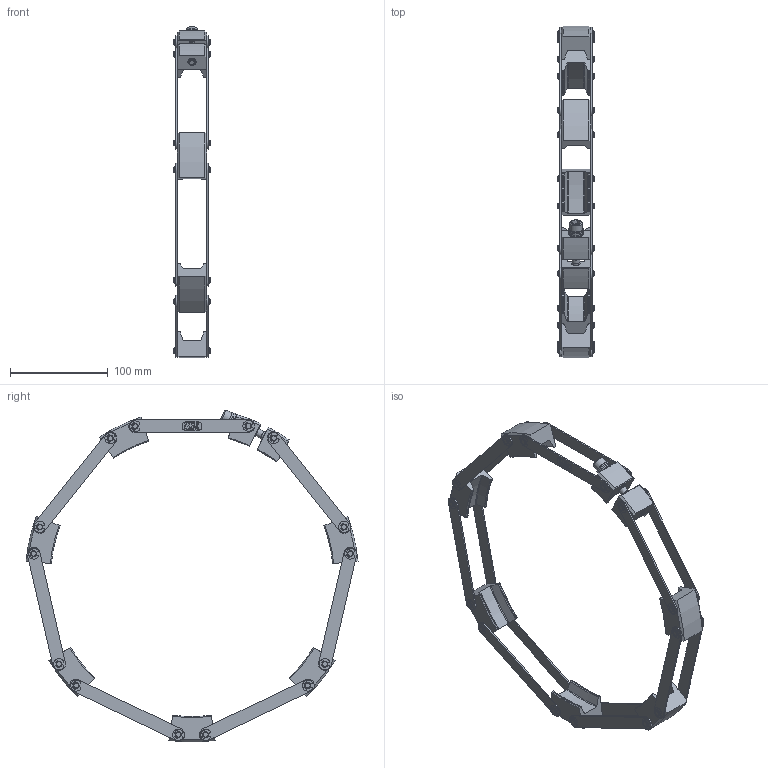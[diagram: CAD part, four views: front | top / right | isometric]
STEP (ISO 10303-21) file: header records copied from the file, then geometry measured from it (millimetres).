
FILE_DESCRIPTION(/* description */ (''),/* implementation_level */ '2;1');
FILE_NAME(/* name */ '30.250003.211.325',/* time_stamp */ '2018-07-24T08:35:21+02:00',/* author */ ('Murat Coskun Bicak'),/* organization */ ('Evac AG'),/* preprocessor_version */ 'ST-DEVELOPER v16.7',/* originating_system */ 'DEX',/* authorisation */ $);
FILE_SCHEMA (('AUTOMOTIVE_DESIGN {1 0 10303 214 3 1 1}'));
Length unit declared in the file: millimetre
Products named in the file (19): 30.250003.211.325; 03.251.000-IX; 03.040.116-IX; 03.254.000-IX; 03.255.000-IX; 00.1008.02-IXMY; 00.1108.00-IX; 03.070.006-IXMY; 00.1408.00-IX; 00.5608.20-IX; 03.050.006-IX; 03.061.003-IX; 00.1205.00-IX; Gravierung; Gravierung_2; Gravierung_3; Gravierung_4; Gravierung_5
Assembly tree (80 placements, depth 3):
  30.250003.211.325
    03.251.000-IX  x6
    03.040.116-IX  x14
    03.254.000-IX
    03.255.000-IX
    00.1008.02-IXMY  x3
    00.1108.00-IX
    03.070.006-IXMY
    00.1408.00-IX
    00.5608.20-IX
    03.050.006-IX  x12
    03.061.003-IX  x4
    00.1205.00-IX  x28
    Gravierung  x2
      Gravierung
      Gravierung_2
      Gravierung_3
      Gravierung_4
      Gravierung_5
Bounding box: 37.1 x 339.66 x 339.32 mm (x, y, z)
Volume: 217266.4 mm3; surface area: 126145.9 mm2
Topology: 83 solids, 83 shells, 2059 faces, 5180 edges, 3345 vertices
Faces by surface type: plane 1132, cylinder 810, cone 84, torus 33
Full cylindrical faces by diameter (mm): 5 x28, 6 x75, 6.1 x12, 6.647 x1, 7 x1, 8 x4, 8.1 x1, 8.4 x5, 13 x1, 15 x4
Entity records: 14461 total; most frequent: DIRECTION 2518, CARTESIAN_POINT 2499, ORIENTED_EDGE 2168, EDGE_CURVE 1084, AXIS2_PLACEMENT_3D 946, VERTEX_POINT 720, LINE 626, VECTOR 626
